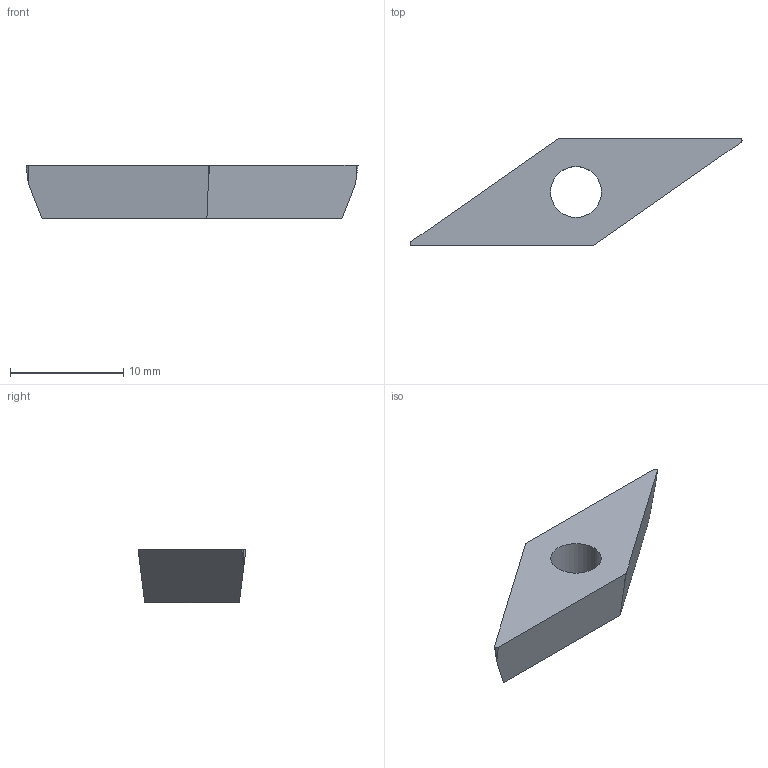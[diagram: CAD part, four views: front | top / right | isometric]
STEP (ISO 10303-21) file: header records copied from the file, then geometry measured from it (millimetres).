
FILE_DESCRIPTION (( 'STEP AP214' ), '1' );
FILE_NAME ('VC.. 160402.step', '2017-03-30T12:57:36', ( '' ), ( '' ), 'SwSTEP 2.0', 'SolidWorks 2016', '' );
FILE_SCHEMA (( 'AUTOMOTIVE_DESIGN' ));
Length unit declared in the file: millimetre
Products named in the file (2): VC.. 160402
Bounding box: 29.34 x 9.53 x 4.76 mm (x, y, z)
Volume: 588.5 mm3; surface area: 613 mm2
Topology: 1 solids, 1 shells, 13 faces, 37 edges, 21 vertices
Faces by surface type: cone 5, bspline 4, cylinder 2, plane 2
Entity records: 476 total; most frequent: CARTESIAN_POINT 132, ORIENTED_EDGE 64, DIRECTION 55, EDGE_CURVE 32, VERTEX_POINT 21, AXIS2_PLACEMENT_3D 20, EDGE_LOOP 15, LINE 15
